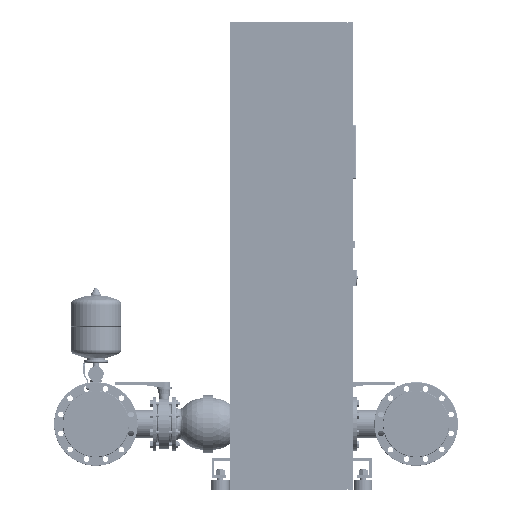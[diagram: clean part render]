
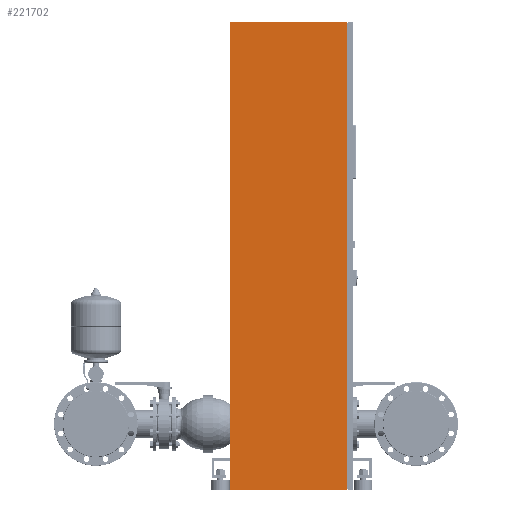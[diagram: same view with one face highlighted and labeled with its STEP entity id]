
A CAD part, left-side view. The second image highlights one B-rep face of the part: STEP entity #221702.
In plain terms, the highlighted planar face has unit normal (-1, 0, 0).
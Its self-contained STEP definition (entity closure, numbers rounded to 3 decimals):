
#221663=CARTESIAN_POINT('',(-950.0,250.0,0.0));
#221664=DIRECTION('',(-1.0,0.0,0.0));
#221665=DIRECTION('',(0.0,-1.0,0.0));
#221666=AXIS2_PLACEMENT_3D('',#221663,#221664,#221665);
#221667=PLANE('',#221666);
#221668=CARTESIAN_POINT('',(-950.0,-225.0,0.));
#221669=VERTEX_POINT('',#221668);
#221670=CARTESIAN_POINT('',(-950.,-225.,1900.0));
#221671=VERTEX_POINT('',#221670);
#221672=CARTESIAN_POINT('',(-950.0,-225.0,0.));
#221673=DIRECTION('',(0.0,0.0,1.0));
#221674=VECTOR('',#221673,1900.0);
#221675=LINE('',#221672,#221674);
#221676=EDGE_CURVE('',#221669,#221671,#221675,.T.);
#221677=ORIENTED_EDGE('',*,*,#221676,.T.);
#221678=CARTESIAN_POINT('',(-950.,250.,1900.0));
#221679=VERTEX_POINT('',#221678);
#221680=CARTESIAN_POINT('',(-950.,250.,1900.0));
#221681=DIRECTION('',(0.0,-1.0,0.0));
#221682=VECTOR('',#221681,475.0);
#221683=LINE('',#221680,#221682);
#221684=EDGE_CURVE('',#221679,#221671,#221683,.T.);
#221685=ORIENTED_EDGE('',*,*,#221684,.F.);
#221686=CARTESIAN_POINT('',(-950.0,250.0,0.0));
#221687=VERTEX_POINT('',#221686);
#221688=CARTESIAN_POINT('',(-950.,250.,1900.0));
#221689=DIRECTION('',(0.0,0.0,-1.0));
#221690=VECTOR('',#221689,1900.0);
#221691=LINE('',#221688,#221690);
#221692=EDGE_CURVE('',#221679,#221687,#221691,.T.);
#221693=ORIENTED_EDGE('',*,*,#221692,.T.);
#221694=CARTESIAN_POINT('',(-950.0,250.0,0.0));
#221695=DIRECTION('',(0.0,-1.0,0.0));
#221696=VECTOR('',#221695,475.0);
#221697=LINE('',#221694,#221696);
#221698=EDGE_CURVE('',#221687,#221669,#221697,.T.);
#221699=ORIENTED_EDGE('',*,*,#221698,.T.);
#221700=EDGE_LOOP('',(#221677,#221685,#221693,#221699));
#221701=FACE_OUTER_BOUND('',#221700,.T.);
#221702=ADVANCED_FACE('',(#221701),#221667,.T.);
